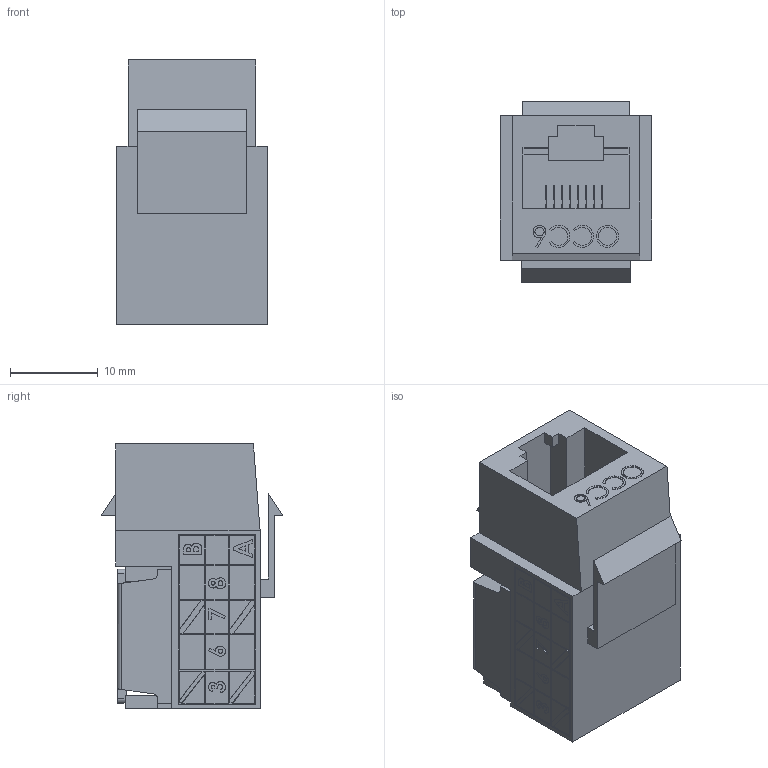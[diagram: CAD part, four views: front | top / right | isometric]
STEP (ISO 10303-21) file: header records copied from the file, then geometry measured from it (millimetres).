
FILE_DESCRIPTION (( 'STEP AP214' ), '1' );
FILE_NAME ('MK110C6.STEP', '2013-09-23T19:27:57', ( 'x' ), ( '' ), 'SwSTEP 2.0', 'SolidWorks 2012', '' );
FILE_SCHEMA (( 'AUTOMOTIVE_DESIGN' ));
Length unit declared in the file: inch
Products named in the file (3): MK110C6-MA2; MK110C6-MA1_MK110C5E-MA1; MK110C6
Assembly tree (2 placements, depth 2):
  MK110C6
    MK110C6-MA1_MK110C5E-MA1
    MK110C6-MA2
Bounding box: 17.27 x 20.67 x 30.15 mm (x, y, z)
Volume: 6040.6 mm3; surface area: 5493.5 mm2
Topology: 2 solids, 2 shells, 864 faces, 2341 edges, 1560 vertices
Faces by surface type: plane 710, bspline 104, cylinder 50
Entity records: 36203 total; most frequent: CARTESIAN_POINT 11310, ORIENTED_EDGE 4682, DIRECTION 3755, EDGE_CURVE 2341, VECTOR 2033, LINE 2033, VERTEX_POINT 1560, EDGE_LOOP 959
